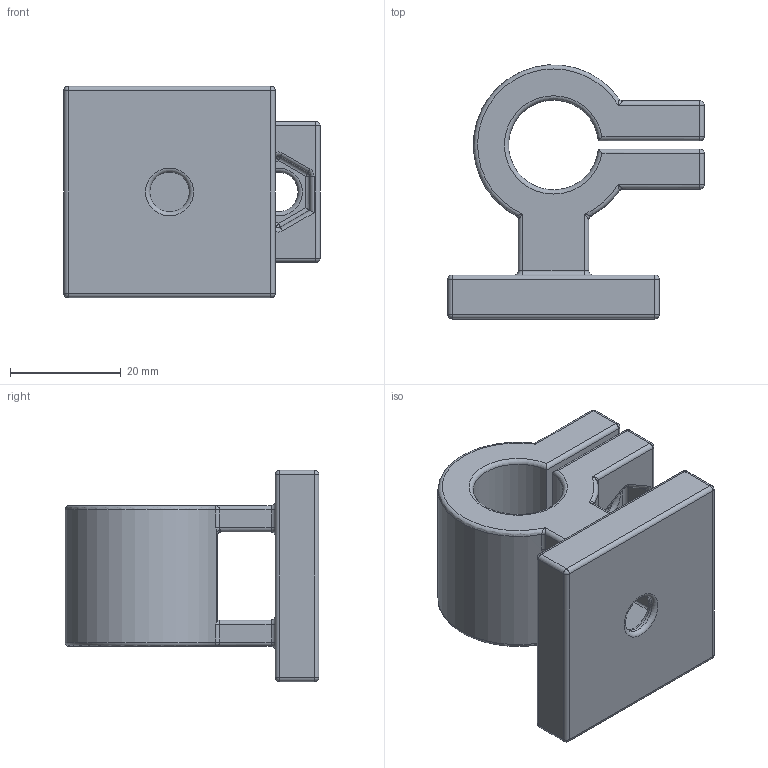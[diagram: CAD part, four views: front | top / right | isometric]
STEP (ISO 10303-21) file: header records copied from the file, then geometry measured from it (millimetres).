
FILE_DESCRIPTION(/* description */ (''),/* implementation_level */ '2;1');
FILE_NAME(/* name */ 'ring collar partA.stp',/* time_stamp */ '2018-05-02T13:49:05-04:00',/* author */ ('cb18817'),/* organization */ (''),/* preprocessor_version */ 'ST-DEVELOPER v16.5',/* originating_system */ 'Autodesk Inventor 2017',/* authorisation */ '');
FILE_SCHEMA (('AUTOMOTIVE_DESIGN { 1 0 10303 214 3 1 1 }'));
Length unit declared in the file: inch
Products named in the file (1): ring collar partA
Bounding box: 46.2 x 45.77 x 38.1 mm (x, y, z)
Volume: 26656.3 mm3; surface area: 11098.6 mm2
Topology: 1 solids, 1 shells, 199 faces, 441 edges, 232 vertices
Faces by surface type: cylinder 92, torus 35, plane 35, sphere 21, bspline 16
Full cylindrical faces by diameter (mm): 7.112 x2
Entity records: 5826 total; most frequent: CARTESIAN_POINT 1527, DIRECTION 959, ORIENTED_EDGE 836, EDGE_CURVE 418, AXIS2_PLACEMENT_3D 390, VERTEX_POINT 231, EDGE_LOOP 217, FACE_OUTER_BOUND 199
